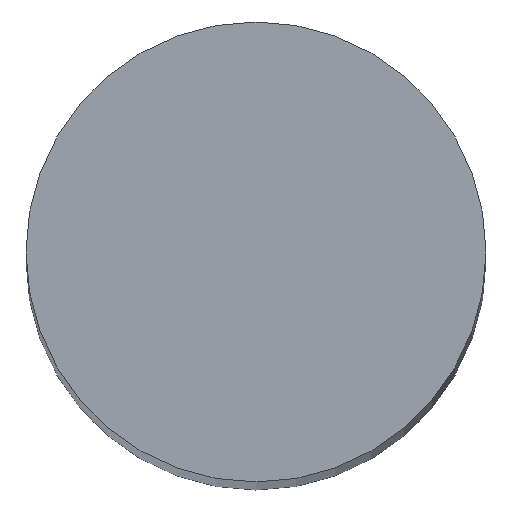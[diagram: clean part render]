
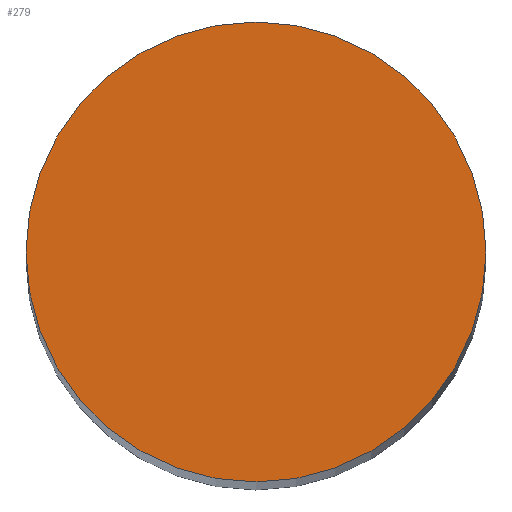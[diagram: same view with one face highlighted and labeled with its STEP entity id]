
A CAD part, top view. The second image highlights one B-rep face of the part: STEP entity #279.
In plain terms, the highlighted planar face has unit normal (0, 0, 1).
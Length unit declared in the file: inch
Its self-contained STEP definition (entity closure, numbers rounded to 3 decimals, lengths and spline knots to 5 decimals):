
#3 = EDGE_CURVE ( 'NONE', #6, #14, #306, .T. ) ;
#6 = VERTEX_POINT ( 'NONE', #172 ) ;
#14 = VERTEX_POINT ( 'NONE', #250 ) ;
#52 = DIRECTION ( 'NONE',  ( 1., 0., 0. ) ) ;
#60 = CIRCLE ( 'NONE', #350, 0.25 ) ;
#62 = DIRECTION ( 'NONE',  ( 1., 0., 0. ) ) ;
#73 = AXIS2_PLACEMENT_3D ( 'NONE', #217, #137, #52 ) ;
#81 = PLANE ( 'NONE',  #73 ) ;
#137 = DIRECTION ( 'NONE',  ( 0., 0., 1. ) ) ;
#143 = EDGE_LOOP ( 'NONE', ( #270, #185 ) ) ;
#145 = CARTESIAN_POINT ( 'NONE',  ( 0., 0., 5. ) ) ;
#163 = AXIS2_PLACEMENT_3D ( 'NONE', #145, #221, #62 ) ;
#172 = CARTESIAN_POINT ( 'NONE',  ( 0.25, 0., 5. ) ) ;
#185 = ORIENTED_EDGE ( 'NONE', *, *, #3, .T. ) ;
#216 = CARTESIAN_POINT ( 'NONE',  ( 0., 0., 5. ) ) ;
#217 = CARTESIAN_POINT ( 'NONE',  ( 0., 0., 5. ) ) ;
#221 = DIRECTION ( 'NONE',  ( 0., 0., 1. ) ) ;
#245 = DIRECTION ( 'NONE',  ( 0., 0., 1. ) ) ;
#250 = CARTESIAN_POINT ( 'NONE',  ( -0.25, 0., 5. ) ) ;
#269 = FACE_OUTER_BOUND ( 'NONE', #143, .T. ) ;
#270 = ORIENTED_EDGE ( 'NONE', *, *, #339, .T. ) ;
#279 = ADVANCED_FACE ( 'NONE', ( #269 ), #81, .T. ) ;
#302 = DIRECTION ( 'NONE',  ( 1., 0., 0. ) ) ;
#306 = CIRCLE ( 'NONE', #163, 0.25 ) ;
#339 = EDGE_CURVE ( 'NONE', #14, #6, #60, .T. ) ;
#350 = AXIS2_PLACEMENT_3D ( 'NONE', #216, #245, #302 ) ;
